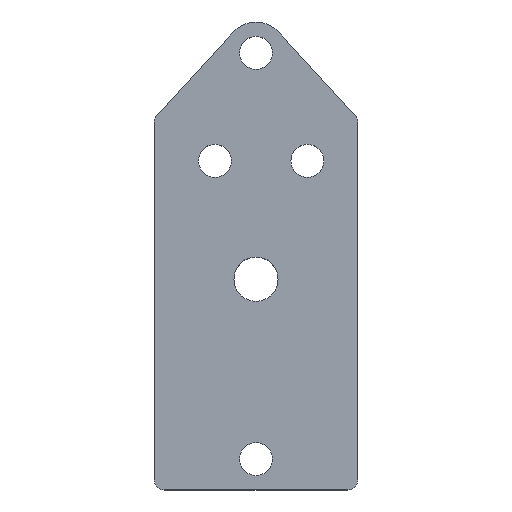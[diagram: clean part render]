
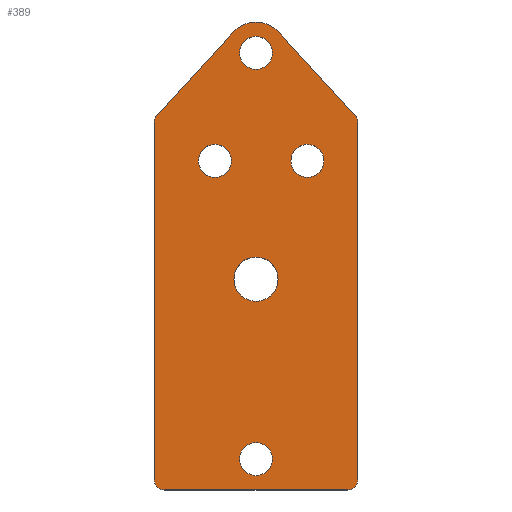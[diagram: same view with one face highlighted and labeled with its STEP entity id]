
A CAD part, top view. The second image highlights one B-rep face of the part: STEP entity #389.
In plain terms, the highlighted planar face has unit normal (0, 0, 1).
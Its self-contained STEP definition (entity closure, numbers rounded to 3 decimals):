
#264 = VERTEX_POINT('',#265);
#265 = CARTESIAN_POINT('',(2.15,0.,3.));
#270 = EDGE_CURVE('',#264,#264,#271,.T.);
#271 = CIRCLE('',#272,2.15);
#272 = AXIS2_PLACEMENT_3D('',#273,#274,#275);
#273 = CARTESIAN_POINT('',(0.,0.,3.));
#274 = DIRECTION('',(0.,0.,1.));
#275 = DIRECTION('',(1.,0.,0.));
#389 = ADVANCED_FACE('',(#390,#477,#480,#491,#502,#513),#524,.T.);
#390 = FACE_BOUND('',#391,.T.);
#391 = EDGE_LOOP('',(#392,#402,#411,#419,#428,#436,#445,#453,#462,#470)
  );
#392 = ORIENTED_EDGE('',*,*,#393,.T.);
#393 = EDGE_CURVE('',#394,#396,#398,.T.);
#394 = VERTEX_POINT('',#395);
#395 = CARTESIAN_POINT('',(-8.9,-20.5,3.));
#396 = VERTEX_POINT('',#397);
#397 = CARTESIAN_POINT('',(8.9,-20.5,3.));
#398 = LINE('',#399,#400);
#399 = CARTESIAN_POINT('',(-9.9,-20.5,3.));
#400 = VECTOR('',#401,1.);
#401 = DIRECTION('',(1.,0.,0.));
#402 = ORIENTED_EDGE('',*,*,#403,.T.);
#403 = EDGE_CURVE('',#396,#404,#406,.T.);
#404 = VERTEX_POINT('',#405);
#405 = CARTESIAN_POINT('',(9.9,-19.5,3.));
#406 = CIRCLE('',#407,1.);
#407 = AXIS2_PLACEMENT_3D('',#408,#409,#410);
#408 = CARTESIAN_POINT('',(8.9,-19.5,3.));
#409 = DIRECTION('',(-0.,0.,1.));
#410 = DIRECTION('',(0.,-1.,0.));
#411 = ORIENTED_EDGE('',*,*,#412,.T.);
#412 = EDGE_CURVE('',#404,#413,#415,.T.);
#413 = VERTEX_POINT('',#414);
#414 = CARTESIAN_POINT('',(9.9,15.261,3.));
#415 = LINE('',#416,#417);
#416 = CARTESIAN_POINT('',(9.9,-20.5,3.));
#417 = VECTOR('',#418,1.);
#418 = DIRECTION('',(0.,1.,0.));
#419 = ORIENTED_EDGE('',*,*,#420,.T.);
#420 = EDGE_CURVE('',#413,#421,#423,.T.);
#421 = VERTEX_POINT('',#422);
#422 = CARTESIAN_POINT('',(9.637,15.937,3.));
#423 = CIRCLE('',#424,1.);
#424 = AXIS2_PLACEMENT_3D('',#425,#426,#427);
#425 = CARTESIAN_POINT('',(8.9,15.261,3.));
#426 = DIRECTION('',(-0.,0.,1.));
#427 = DIRECTION('',(0.,-1.,0.));
#428 = ORIENTED_EDGE('',*,*,#429,.T.);
#429 = EDGE_CURVE('',#421,#430,#432,.T.);
#430 = VERTEX_POINT('',#431);
#431 = CARTESIAN_POINT('',(2.21,24.029,3.));
#432 = LINE('',#433,#434);
#433 = CARTESIAN_POINT('',(9.9,15.65,3.));
#434 = VECTOR('',#435,1.);
#435 = DIRECTION('',(-0.676,0.737,0.));
#436 = ORIENTED_EDGE('',*,*,#437,.T.);
#437 = EDGE_CURVE('',#430,#438,#440,.T.);
#438 = VERTEX_POINT('',#439);
#439 = CARTESIAN_POINT('',(-2.21,24.029,3.));
#440 = CIRCLE('',#441,3.);
#441 = AXIS2_PLACEMENT_3D('',#442,#443,#444);
#442 = CARTESIAN_POINT('',(0.,22.,3.));
#443 = DIRECTION('',(0.,0.,1.));
#444 = DIRECTION('',(1.,0.,0.));
#445 = ORIENTED_EDGE('',*,*,#446,.F.);
#446 = EDGE_CURVE('',#447,#438,#449,.T.);
#447 = VERTEX_POINT('',#448);
#448 = CARTESIAN_POINT('',(-9.637,15.937,3.));
#449 = LINE('',#450,#451);
#450 = CARTESIAN_POINT('',(-9.9,15.65,3.));
#451 = VECTOR('',#452,1.);
#452 = DIRECTION('',(0.676,0.737,0.));
#453 = ORIENTED_EDGE('',*,*,#454,.T.);
#454 = EDGE_CURVE('',#447,#455,#457,.T.);
#455 = VERTEX_POINT('',#456);
#456 = CARTESIAN_POINT('',(-9.9,15.261,3.));
#457 = CIRCLE('',#458,1.);
#458 = AXIS2_PLACEMENT_3D('',#459,#460,#461);
#459 = CARTESIAN_POINT('',(-8.9,15.261,3.));
#460 = DIRECTION('',(-0.,0.,1.));
#461 = DIRECTION('',(0.,-1.,0.));
#462 = ORIENTED_EDGE('',*,*,#463,.T.);
#463 = EDGE_CURVE('',#455,#464,#466,.T.);
#464 = VERTEX_POINT('',#465);
#465 = CARTESIAN_POINT('',(-9.9,-19.5,3.));
#466 = LINE('',#467,#468);
#467 = CARTESIAN_POINT('',(-9.9,15.65,3.));
#468 = VECTOR('',#469,1.);
#469 = DIRECTION('',(0.,-1.,0.));
#470 = ORIENTED_EDGE('',*,*,#471,.F.);
#471 = EDGE_CURVE('',#394,#464,#472,.T.);
#472 = CIRCLE('',#473,1.);
#473 = AXIS2_PLACEMENT_3D('',#474,#475,#476);
#474 = CARTESIAN_POINT('',(-8.9,-19.5,3.));
#475 = DIRECTION('',(-0.,-0.,-1.));
#476 = DIRECTION('',(0.,-1.,0.));
#477 = FACE_BOUND('',#478,.F.);
#478 = EDGE_LOOP('',(#479));
#479 = ORIENTED_EDGE('',*,*,#270,.T.);
#480 = FACE_BOUND('',#481,.F.);
#481 = EDGE_LOOP('',(#482));
#482 = ORIENTED_EDGE('',*,*,#483,.T.);
#483 = EDGE_CURVE('',#484,#484,#486,.T.);
#484 = VERTEX_POINT('',#485);
#485 = CARTESIAN_POINT('',(1.6,22.,3.));
#486 = CIRCLE('',#487,1.6);
#487 = AXIS2_PLACEMENT_3D('',#488,#489,#490);
#488 = CARTESIAN_POINT('',(0.,22.,3.));
#489 = DIRECTION('',(0.,0.,1.));
#490 = DIRECTION('',(1.,0.,0.));
#491 = FACE_BOUND('',#492,.F.);
#492 = EDGE_LOOP('',(#493));
#493 = ORIENTED_EDGE('',*,*,#494,.T.);
#494 = EDGE_CURVE('',#495,#495,#497,.T.);
#495 = VERTEX_POINT('',#496);
#496 = CARTESIAN_POINT('',(1.6,-17.5,3.));
#497 = CIRCLE('',#498,1.6);
#498 = AXIS2_PLACEMENT_3D('',#499,#500,#501);
#499 = CARTESIAN_POINT('',(0.,-17.5,3.));
#500 = DIRECTION('',(0.,0.,1.));
#501 = DIRECTION('',(1.,0.,0.));
#502 = FACE_BOUND('',#503,.F.);
#503 = EDGE_LOOP('',(#504));
#504 = ORIENTED_EDGE('',*,*,#505,.T.);
#505 = EDGE_CURVE('',#506,#506,#508,.T.);
#506 = VERTEX_POINT('',#507);
#507 = CARTESIAN_POINT('',(6.6,11.5,3.));
#508 = CIRCLE('',#509,1.6);
#509 = AXIS2_PLACEMENT_3D('',#510,#511,#512);
#510 = CARTESIAN_POINT('',(5.,11.5,3.));
#511 = DIRECTION('',(0.,0.,1.));
#512 = DIRECTION('',(1.,0.,0.));
#513 = FACE_BOUND('',#514,.F.);
#514 = EDGE_LOOP('',(#515));
#515 = ORIENTED_EDGE('',*,*,#516,.T.);
#516 = EDGE_CURVE('',#517,#517,#519,.T.);
#517 = VERTEX_POINT('',#518);
#518 = CARTESIAN_POINT('',(-2.4,11.5,3.));
#519 = CIRCLE('',#520,1.6);
#520 = AXIS2_PLACEMENT_3D('',#521,#522,#523);
#521 = CARTESIAN_POINT('',(-4.,11.5,3.));
#522 = DIRECTION('',(0.,0.,1.));
#523 = DIRECTION('',(1.,0.,0.));
#524 = PLANE('',#525);
#525 = AXIS2_PLACEMENT_3D('',#526,#527,#528);
#526 = CARTESIAN_POINT('',(0.051,1.336,3.));
#527 = DIRECTION('',(0.,0.,1.));
#528 = DIRECTION('',(1.,0.,0.));
